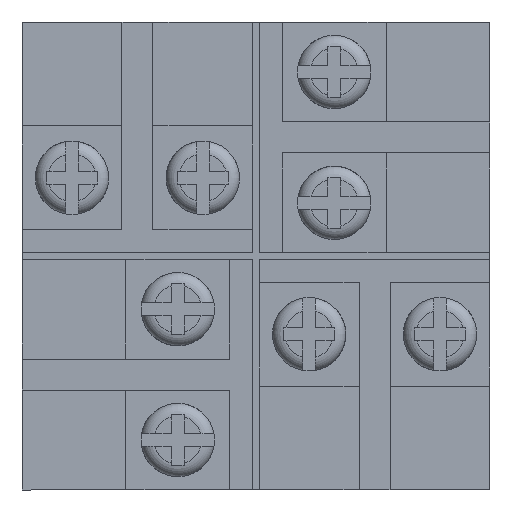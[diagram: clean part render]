
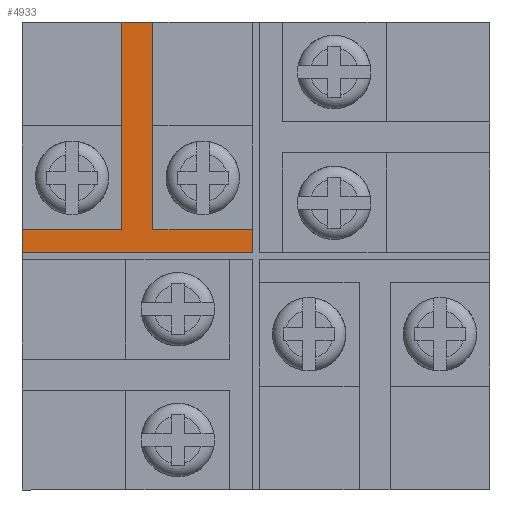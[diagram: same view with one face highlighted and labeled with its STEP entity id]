
A CAD part, front view. The second image highlights one B-rep face of the part: STEP entity #4933.
In plain terms, the highlighted planar face has unit normal (0, -1, 0).
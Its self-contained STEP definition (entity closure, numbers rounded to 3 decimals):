
#581 = CARTESIAN_POINT ( 'NONE',  ( -18.5, -60., 18.5 ) ) ;
#711 = EDGE_CURVE ( 'NONE', #1076, #4055, #5346, .T. ) ;
#796 = VECTOR ( 'NONE', #6842, 1000. ) ;
#1076 = VERTEX_POINT ( 'NONE', #15178 ) ;
#1517 = FACE_OUTER_BOUND ( 'NONE', #12955, .T. ) ;
#1879 = ORIENTED_EDGE ( 'NONE', *, *, #7876, .T. ) ;
#2007 = VECTOR ( 'NONE', #11960, 1000. ) ;
#2033 = DIRECTION ( 'NONE',  ( 0., 0., 1. ) ) ;
#2611 = CARTESIAN_POINT ( 'NONE',  ( 0., -60., 0. ) ) ;
#2704 = CARTESIAN_POINT ( 'NONE',  ( -0.25, -60., 2.08 ) ) ;
#2758 = VERTEX_POINT ( 'NONE', #2704 ) ;
#2932 = EDGE_CURVE ( 'NONE', #1076, #10574, #6812, .T. ) ;
#3139 = DIRECTION ( 'NONE',  ( 1., 0., 0. ) ) ;
#3210 = CARTESIAN_POINT ( 'NONE',  ( -8.155, -60., 2.08 ) ) ;
#3476 = VECTOR ( 'NONE', #3139, 1000. ) ;
#3542 = LINE ( 'NONE', #8360, #13178 ) ;
#3773 = PLANE ( 'NONE',  #11356 ) ;
#4055 = VERTEX_POINT ( 'NONE', #9541 ) ;
#4386 = DIRECTION ( 'NONE',  ( 1., 0., 0. ) ) ;
#4627 = VECTOR ( 'NONE', #4386, 1000. ) ;
#4933 = ADVANCED_FACE ( 'NONE', ( #1517 ), #3773, .T. ) ;
#5217 = CARTESIAN_POINT ( 'NONE',  ( -0.25, -60., 0.25 ) ) ;
#5346 = LINE ( 'NONE', #8228, #2007 ) ;
#5431 = LINE ( 'NONE', #12650, #11697 ) ;
#5569 = EDGE_CURVE ( 'NONE', #9876, #2758, #10891, .T. ) ;
#5999 = EDGE_CURVE ( 'NONE', #9586, #2758, #14802, .T. ) ;
#6041 = CARTESIAN_POINT ( 'NONE',  ( -10.595, -60., 2.08 ) ) ;
#6394 = DIRECTION ( 'NONE',  ( 0., -1., 0. ) ) ;
#6484 = EDGE_CURVE ( 'NONE', #14618, #8006, #7094, .T. ) ;
#6812 = LINE ( 'NONE', #8184, #3476 ) ;
#6842 = DIRECTION ( 'NONE',  ( -1., 0., 0. ) ) ;
#7094 = LINE ( 'NONE', #581, #796 ) ;
#7282 = CARTESIAN_POINT ( 'NONE',  ( -18.5, -60., 0.25 ) ) ;
#7727 = VECTOR ( 'NONE', #2033, 1000. ) ;
#7876 = EDGE_CURVE ( 'NONE', #4055, #9586, #15790, .T. ) ;
#8006 = VERTEX_POINT ( 'NONE', #15028 ) ;
#8184 = CARTESIAN_POINT ( 'NONE',  ( -18.5, -60., 2.08 ) ) ;
#8222 = EDGE_CURVE ( 'NONE', #14618, #9876, #3542, .T. ) ;
#8228 = CARTESIAN_POINT ( 'NONE',  ( -18.5, -60., 18.5 ) ) ;
#8360 = CARTESIAN_POINT ( 'NONE',  ( -8.155, -60., 18.5 ) ) ;
#9002 = ORIENTED_EDGE ( 'NONE', *, *, #8222, .F. ) ;
#9077 = VECTOR ( 'NONE', #9729, 1000. ) ;
#9341 = ORIENTED_EDGE ( 'NONE', *, *, #2932, .F. ) ;
#9541 = CARTESIAN_POINT ( 'NONE',  ( -18.5, -60., 0.25 ) ) ;
#9586 = VERTEX_POINT ( 'NONE', #5217 ) ;
#9729 = DIRECTION ( 'NONE',  ( 1., 0., 0. ) ) ;
#9876 = VERTEX_POINT ( 'NONE', #3210 ) ;
#10407 = CARTESIAN_POINT ( 'NONE',  ( -8.155, -60., 18.5 ) ) ;
#10574 = VERTEX_POINT ( 'NONE', #6041 ) ;
#10891 = LINE ( 'NONE', #13148, #4627 ) ;
#11356 = AXIS2_PLACEMENT_3D ( 'NONE', #2611, #6394, #15229 ) ;
#11512 = ORIENTED_EDGE ( 'NONE', *, *, #5569, .F. ) ;
#11697 = VECTOR ( 'NONE', #13936, 1000. ) ;
#11960 = DIRECTION ( 'NONE',  ( 0., 0., -1. ) ) ;
#12064 = CARTESIAN_POINT ( 'NONE',  ( -0.25, -60., 18.5 ) ) ;
#12082 = ORIENTED_EDGE ( 'NONE', *, *, #711, .T. ) ;
#12650 = CARTESIAN_POINT ( 'NONE',  ( -10.595, -60., 18.5 ) ) ;
#12693 = ORIENTED_EDGE ( 'NONE', *, *, #5999, .T. ) ;
#12955 = EDGE_LOOP ( 'NONE', ( #13025, #9341, #12082, #1879, #12693, #11512, #9002, #14583 ) ) ;
#13025 = ORIENTED_EDGE ( 'NONE', *, *, #16289, .F. ) ;
#13148 = CARTESIAN_POINT ( 'NONE',  ( -0.25, -60., 2.08 ) ) ;
#13178 = VECTOR ( 'NONE', #14722, 1000. ) ;
#13936 = DIRECTION ( 'NONE',  ( 0., 0., 1. ) ) ;
#14583 = ORIENTED_EDGE ( 'NONE', *, *, #6484, .T. ) ;
#14618 = VERTEX_POINT ( 'NONE', #10407 ) ;
#14722 = DIRECTION ( 'NONE',  ( 0., 0., -1. ) ) ;
#14802 = LINE ( 'NONE', #12064, #7727 ) ;
#15028 = CARTESIAN_POINT ( 'NONE',  ( -10.595, -60., 18.5 ) ) ;
#15178 = CARTESIAN_POINT ( 'NONE',  ( -18.5, -60., 2.08 ) ) ;
#15229 = DIRECTION ( 'NONE',  ( 0., 0., -1. ) ) ;
#15790 = LINE ( 'NONE', #7282, #9077 ) ;
#16289 = EDGE_CURVE ( 'NONE', #10574, #8006, #5431, .T. ) ;
